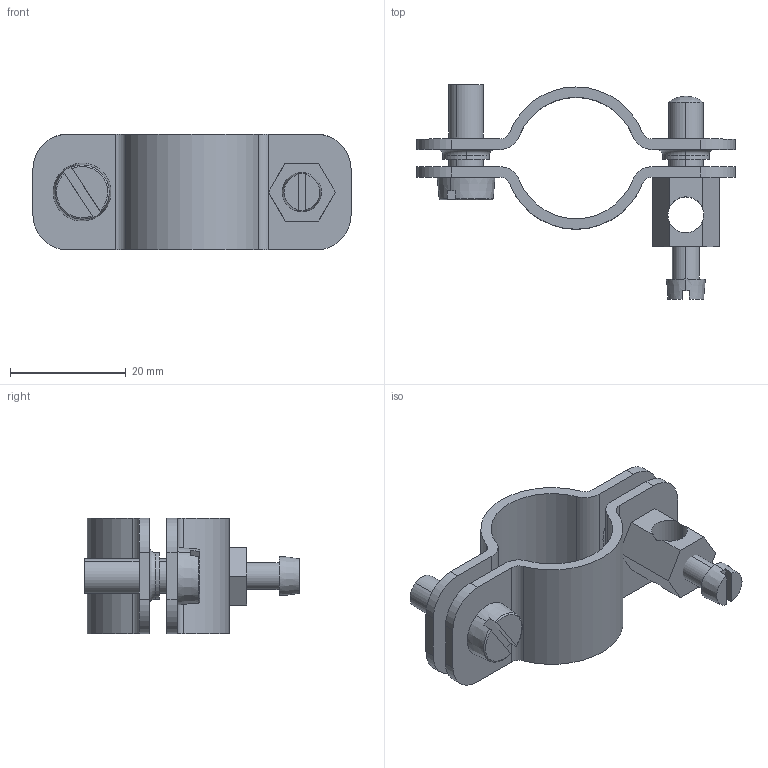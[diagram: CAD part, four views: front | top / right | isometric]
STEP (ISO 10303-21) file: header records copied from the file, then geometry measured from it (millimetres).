
FILE_DESCRIPTION (( 'STEP AP214' ), '1' );
FILE_NAME ('50380873.STEP', '2023-03-13T08:57:26', ( '' ), ( '' ), 'SwSTEP 2.0', 'SolidWorks 2022', '' );
FILE_SCHEMA (( 'AUTOMOTIVE_DESIGN' ));
Length unit declared in the file: millimetre
Products named in the file (7): 0072450; Part1.2; 184472; 50380873; 0070652; 017342_ISO 1207 - M6 x 16 --- 16N; Part2.2
Assembly tree (6 placements, depth 3):
  50380873
    Part2.2
    184472
      0072450
      0070652
    017342_ISO 1207 - M6 x 16 --- 16N
    Part1.2
Bounding box: 55 x 37.1 x 20.03 mm (x, y, z)
Volume: 6337.7 mm3; surface area: 7294.3 mm2
Topology: 5 solids, 5 shells, 98 faces, 249 edges, 164 vertices
Faces by surface type: cylinder 42, plane 42, cone 6, torus 4, bspline 4
Entity records: 4480 total; most frequent: CARTESIAN_POINT 709, DIRECTION 544, ORIENTED_EDGE 498, EDGE_CURVE 249, AXIS2_PLACEMENT_3D 215, VERTEX_POINT 164, UNCERTAINTY_MEASURE_WITH_UNIT 115, VECTOR 114
